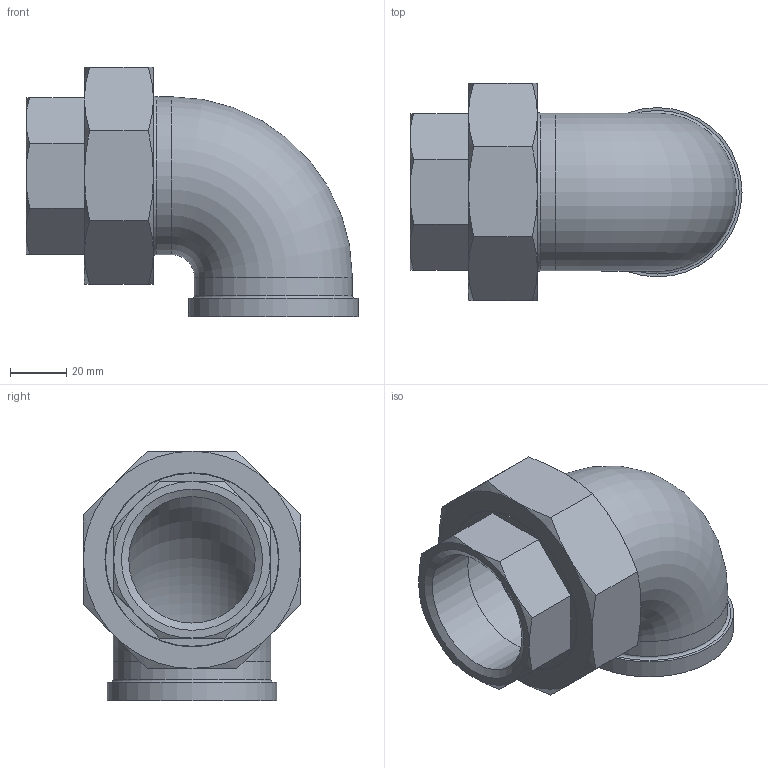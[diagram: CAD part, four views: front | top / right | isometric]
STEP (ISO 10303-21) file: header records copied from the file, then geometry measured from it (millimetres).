
FILE_DESCRIPTION(/* description */ (''),/* implementation_level */ '2;1');
FILE_NAME(/* name */ '3D_R512-DN40_171921340.stp',/* time_stamp */ '2021-07-21T09:43:42+02:00',/* author */ ('cad'),/* organization */ (''),/* preprocessor_version */ 'ST-DEVELOPER v18.1',/* originating_system */ 'Autodesk Inventor 2022',/* authorisation */ '');
FILE_SCHEMA (('AUTOMOTIVE_DESIGN { 1 0 10303 214 3 1 1 }'));
Length unit declared in the file: millimetre
Products named in the file (4): 3D_R512-DN40_171921340; Mutter-DN40; Einschraubteil-R512-DN40; Einlegeteil-R512-DN40
Assembly tree (3 placements, depth 2):
  3D_R512-DN40_171921340
    Mutter-DN40
    Einschraubteil-R512-DN40
    Einlegeteil-R512-DN40
Bounding box: 117.7 x 77 x 88.5 mm (x, y, z)
Volume: 136890.9 mm3; surface area: 63489.4 mm2
Topology: 3 solids, 3 shells, 82 faces, 176 edges, 109 vertices
Faces by surface type: cone 32, plane 30, cylinder 12, torus 5, bspline 2, sphere 1
Full cylindrical faces by diameter (mm): 44.845 x2, 50.4 x1, 50.7 x1, 56 x2, 60 x1, 61.3 x1, 61.7 x1, 65.5 x1, 65.835 x1, 68 x1
Entity records: 2735 total; most frequent: CARTESIAN_POINT 895, DIRECTION 376, ORIENTED_EDGE 352, EDGE_CURVE 176, AXIS2_PLACEMENT_3D 166, VERTEX_POINT 109, EDGE_LOOP 97, FACE_OUTER_BOUND 82
